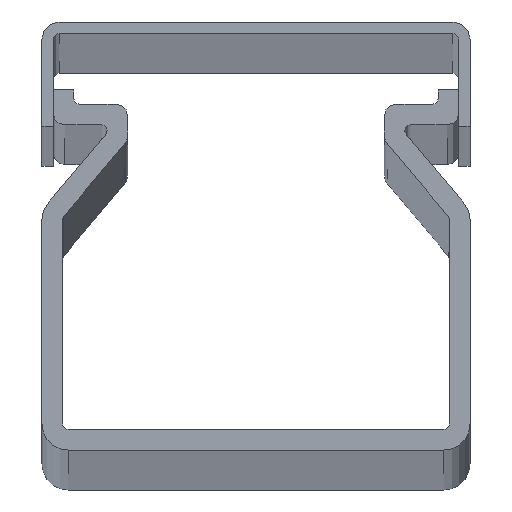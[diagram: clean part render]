
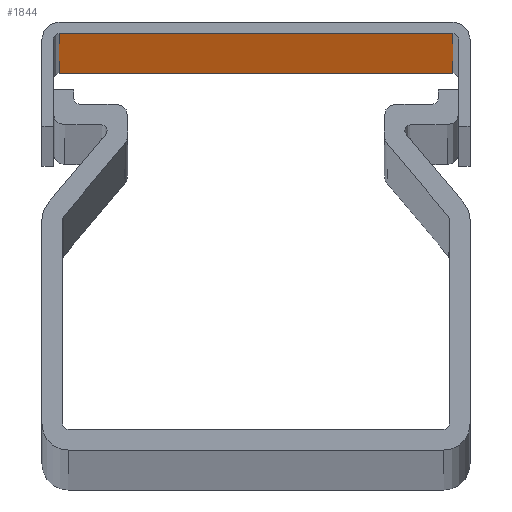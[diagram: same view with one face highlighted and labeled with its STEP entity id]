
A CAD part, top view. The second image highlights one B-rep face of the part: STEP entity #1844.
In plain terms, the highlighted face is planar.
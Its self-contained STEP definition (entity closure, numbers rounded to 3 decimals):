
#15 = EDGE_CURVE ( 'NONE', #1692, #1735, #442, .T. ) ;
#71 = VECTOR ( 'NONE', #1477, 1000. ) ;
#77 = EDGE_LOOP ( 'NONE', ( #2213, #2166, #1823, #1814 ) ) ;
#442 = LINE ( 'NONE', #1759, #2484 ) ;
#522 = AXIS2_PLACEMENT_3D ( 'NONE', #1721, #1720, #1717 ) ;
#1336 = LINE ( 'NONE', #1465, #71 ) ;
#1341 = DIRECTION ( 'NONE',  ( 0., -1., 0. ) ) ;
#1446 = VERTEX_POINT ( 'NONE', #2496 ) ;
#1465 = CARTESIAN_POINT ( 'NONE',  ( 2000., -16.75, 74.066 ) ) ;
#1477 = DIRECTION ( 'NONE',  ( 0., 1., 0. ) ) ;
#1514 = CARTESIAN_POINT ( 'NONE',  ( 2000., 17.75, 74.066 ) ) ;
#1522 = VECTOR ( 'NONE', #2720, 1000. ) ;
#1556 = CARTESIAN_POINT ( 'NONE',  ( 500., 17.75, 74.066 ) ) ;
#1559 = LINE ( 'NONE', #2723, #1522 ) ;
#1565 = DIRECTION ( 'NONE',  ( 1., 0., 0. ) ) ;
#1620 = EDGE_CURVE ( 'NONE', #1446, #1735, #1559, .T. ) ;
#1692 = VERTEX_POINT ( 'NONE', #1915 ) ;
#1717 = DIRECTION ( 'NONE',  ( -1., 0., 0. ) ) ;
#1720 = DIRECTION ( 'NONE',  ( 0., 0., -1. ) ) ;
#1721 = CARTESIAN_POINT ( 'NONE',  ( 500., -10.5, 74.066 ) ) ;
#1735 = VERTEX_POINT ( 'NONE', #1859 ) ;
#1745 = PLANE ( 'NONE',  #522 ) ;
#1759 = CARTESIAN_POINT ( 'NONE',  ( 0., -7.978, 74.066 ) ) ;
#1814 = ORIENTED_EDGE ( 'NONE', *, *, #1620, .T. ) ;
#1823 = ORIENTED_EDGE ( 'NONE', *, *, #1991, .F. ) ;
#1844 = ADVANCED_FACE ( 'NONE', ( #2727 ), #1745, .T. ) ;
#1859 = CARTESIAN_POINT ( 'NONE',  ( 0., -16.75, 74.066 ) ) ;
#1883 = EDGE_CURVE ( 'NONE', #1692, #1932, #1905, .T. ) ;
#1905 = LINE ( 'NONE', #1556, #2282 ) ;
#1915 = CARTESIAN_POINT ( 'NONE',  ( 0., 17.75, 74.066 ) ) ;
#1932 = VERTEX_POINT ( 'NONE', #1514 ) ;
#1991 = EDGE_CURVE ( 'NONE', #1446, #1932, #1336, .T. ) ;
#2166 = ORIENTED_EDGE ( 'NONE', *, *, #1883, .T. ) ;
#2213 = ORIENTED_EDGE ( 'NONE', *, *, #15, .F. ) ;
#2282 = VECTOR ( 'NONE', #1565, 1000. ) ;
#2484 = VECTOR ( 'NONE', #1341, 1000. ) ;
#2496 = CARTESIAN_POINT ( 'NONE',  ( 2000., -16.75, 74.066 ) ) ;
#2720 = DIRECTION ( 'NONE',  ( -1., 0., 0. ) ) ;
#2723 = CARTESIAN_POINT ( 'NONE',  ( 500., -16.75, 74.066 ) ) ;
#2727 = FACE_OUTER_BOUND ( 'NONE', #77, .T. ) ;
